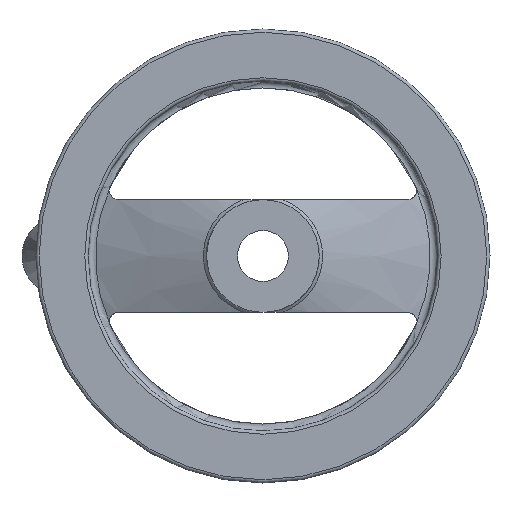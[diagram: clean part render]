
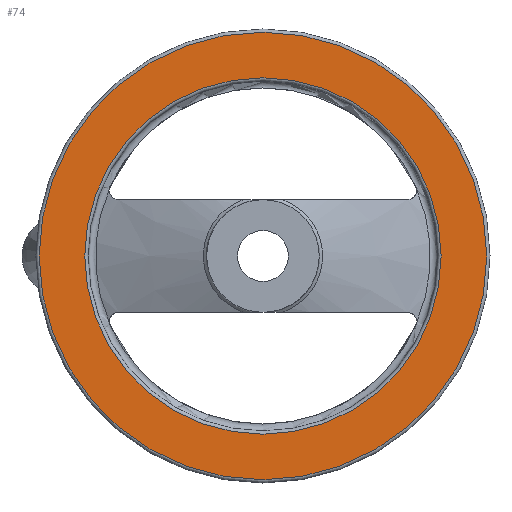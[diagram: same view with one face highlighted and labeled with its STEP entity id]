
A CAD part, left-side view. The second image highlights one B-rep face of the part: STEP entity #74.
In plain terms, the highlighted planar face has unit normal (-1, 0, 0).
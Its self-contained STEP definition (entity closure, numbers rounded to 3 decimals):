
#74 = ADVANCED_FACE( '', ( #173, #174 ), #175, .F. );
#173 = FACE_OUTER_BOUND( '', #337, .T. );
#174 = FACE_BOUND( '', #338, .T. );
#175 = PLANE( '', #339 );
#337 = EDGE_LOOP( '', ( #484 ) );
#338 = EDGE_LOOP( '', ( #485 ) );
#339 = AXIS2_PLACEMENT_3D( '', #486, #487, #488 );
#484 = ORIENTED_EDGE( '', *, *, #729, .F. );
#485 = ORIENTED_EDGE( '', *, *, #730, .T. );
#486 = CARTESIAN_POINT( '', ( 17.1, 49.056, 0. ) );
#487 = DIRECTION( '', ( 1., 0., 0. ) );
#488 = DIRECTION( '', ( 0., 0., -1. ) );
#729 = EDGE_CURVE( '', #849, #849, #850, .T. );
#730 = EDGE_CURVE( '', #851, #851, #852, .T. );
#849 = VERTEX_POINT( '', #1083 );
#850 = CIRCLE( '', #1084, 61.6 );
#851 = VERTEX_POINT( '', #1085 );
#852 = CIRCLE( '', #1086, 49.056 );
#1083 = CARTESIAN_POINT( '', ( 17.1, 0., -61.6 ) );
#1084 = AXIS2_PLACEMENT_3D( '', #1470, #1471, #1472 );
#1085 = CARTESIAN_POINT( '', ( 17.1, 0., -49.056 ) );
#1086 = AXIS2_PLACEMENT_3D( '', #1473, #1474, #1475 );
#1470 = CARTESIAN_POINT( '', ( 17.1, 0., 0. ) );
#1471 = DIRECTION( '', ( 1., 0., 0. ) );
#1472 = DIRECTION( '', ( 0., 0., -1. ) );
#1473 = CARTESIAN_POINT( '', ( 17.1, 0., 0. ) );
#1474 = DIRECTION( '', ( 1., 0., 0. ) );
#1475 = DIRECTION( '', ( 0., 0., -1. ) );
